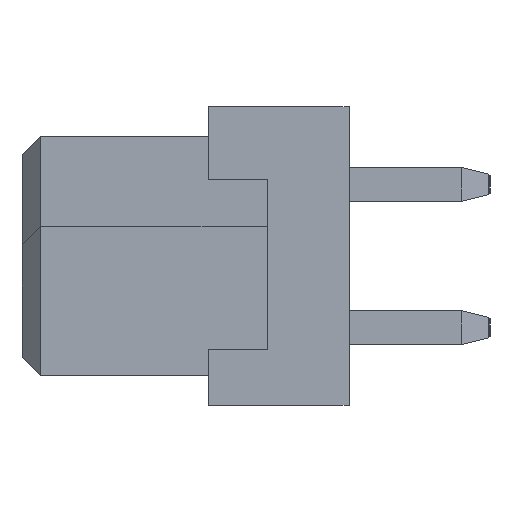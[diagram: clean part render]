
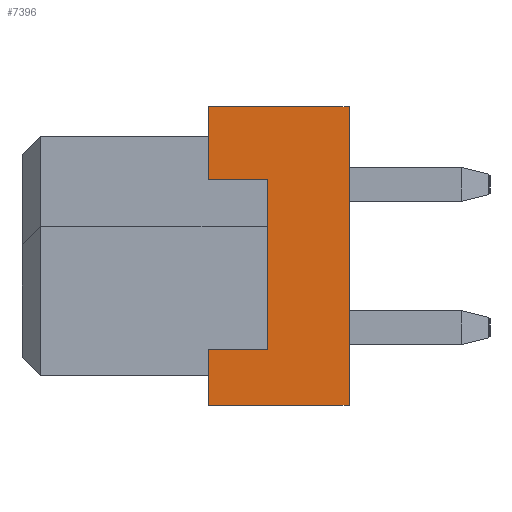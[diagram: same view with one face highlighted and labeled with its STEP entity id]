
A CAD part, left-side view. The second image highlights one B-rep face of the part: STEP entity #7396.
In plain terms, the highlighted planar face has unit normal (-1, 0, 0).
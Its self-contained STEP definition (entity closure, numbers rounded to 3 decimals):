
#832 = VERTEX_POINT('',#833);
#833 = CARTESIAN_POINT('',(-47.5,0.,-5.3));
#850 = VERTEX_POINT('',#851);
#851 = CARTESIAN_POINT('',(-47.5,0.,5.3));
#857 = EDGE_CURVE('',#850,#832,#858,.T.);
#858 = LINE('',#859,#860);
#859 = CARTESIAN_POINT('',(-47.5,0.,5.3));
#860 = VECTOR('',#861,1.);
#861 = DIRECTION('',(0.,0.,-1.));
#6196 = VERTEX_POINT('',#6197);
#6197 = CARTESIAN_POINT('',(-47.5,2.9,-3.3));
#6205 = EDGE_CURVE('',#6206,#6196,#6208,.T.);
#6206 = VERTEX_POINT('',#6207);
#6207 = CARTESIAN_POINT('',(-47.5,2.9,2.7));
#6208 = LINE('',#6209,#6210);
#6209 = CARTESIAN_POINT('',(-47.5,2.9,5.3));
#6210 = VECTOR('',#6211,1.);
#6211 = DIRECTION('',(0.,0.,-1.));
#7275 = VERTEX_POINT('',#7276);
#7276 = CARTESIAN_POINT('',(-47.5,5.,5.3));
#7282 = EDGE_CURVE('',#7275,#850,#7283,.T.);
#7283 = LINE('',#7284,#7285);
#7284 = CARTESIAN_POINT('',(-47.5,0.,5.3));
#7285 = VECTOR('',#7286,1.);
#7286 = DIRECTION('',(0.,-1.,0.));
#7338 = EDGE_CURVE('',#7339,#832,#7341,.T.);
#7339 = VERTEX_POINT('',#7340);
#7340 = CARTESIAN_POINT('',(-47.5,5.,-5.3));
#7341 = LINE('',#7342,#7343);
#7342 = CARTESIAN_POINT('',(-47.5,0.,-5.3));
#7343 = VECTOR('',#7344,1.);
#7344 = DIRECTION('',(0.,-1.,0.));
#7396 = ADVANCED_FACE('',(#7397),#7431,.F.);
#7397 = FACE_BOUND('',#7398,.T.);
#7398 = EDGE_LOOP('',(#7399,#7400,#7401,#7402,#7410,#7416,#7417,#7425));
#7399 = ORIENTED_EDGE('',*,*,#7338,.T.);
#7400 = ORIENTED_EDGE('',*,*,#857,.F.);
#7401 = ORIENTED_EDGE('',*,*,#7282,.F.);
#7402 = ORIENTED_EDGE('',*,*,#7403,.F.);
#7403 = EDGE_CURVE('',#7404,#7275,#7406,.T.);
#7404 = VERTEX_POINT('',#7405);
#7405 = CARTESIAN_POINT('',(-47.5,5.,2.7));
#7406 = LINE('',#7407,#7408);
#7407 = CARTESIAN_POINT('',(-47.5,5.,2.7));
#7408 = VECTOR('',#7409,1.);
#7409 = DIRECTION('',(0.,0.,1.));
#7410 = ORIENTED_EDGE('',*,*,#7411,.T.);
#7411 = EDGE_CURVE('',#7404,#6206,#7412,.T.);
#7412 = LINE('',#7413,#7414);
#7413 = CARTESIAN_POINT('',(-47.5,5.,2.7));
#7414 = VECTOR('',#7415,1.);
#7415 = DIRECTION('',(0.,-1.,0.));
#7416 = ORIENTED_EDGE('',*,*,#6205,.T.);
#7417 = ORIENTED_EDGE('',*,*,#7418,.F.);
#7418 = EDGE_CURVE('',#7419,#6196,#7421,.T.);
#7419 = VERTEX_POINT('',#7420);
#7420 = CARTESIAN_POINT('',(-47.5,5.,-3.3));
#7421 = LINE('',#7422,#7423);
#7422 = CARTESIAN_POINT('',(-47.5,5.,-3.3));
#7423 = VECTOR('',#7424,1.);
#7424 = DIRECTION('',(0.,-1.,0.));
#7425 = ORIENTED_EDGE('',*,*,#7426,.F.);
#7426 = EDGE_CURVE('',#7339,#7419,#7427,.T.);
#7427 = LINE('',#7428,#7429);
#7428 = CARTESIAN_POINT('',(-47.5,5.,-3.3));
#7429 = VECTOR('',#7430,1.);
#7430 = DIRECTION('',(0.,0.,1.));
#7431 = PLANE('',#7432);
#7432 = AXIS2_PLACEMENT_3D('',#7433,#7434,#7435);
#7433 = CARTESIAN_POINT('',(-47.5,0.,5.3));
#7434 = DIRECTION('',(1.,0.,0.));
#7435 = DIRECTION('',(0.,0.,-1.));
